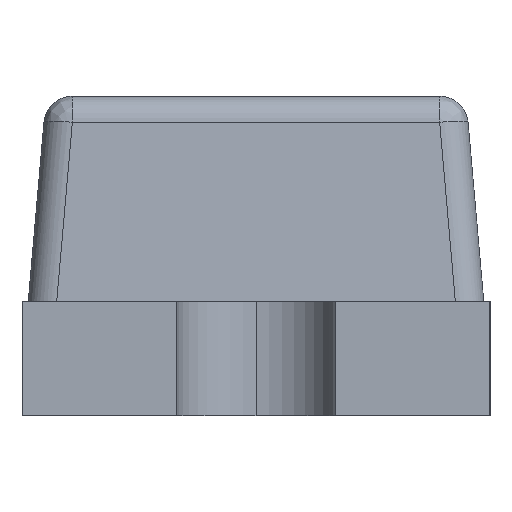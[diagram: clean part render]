
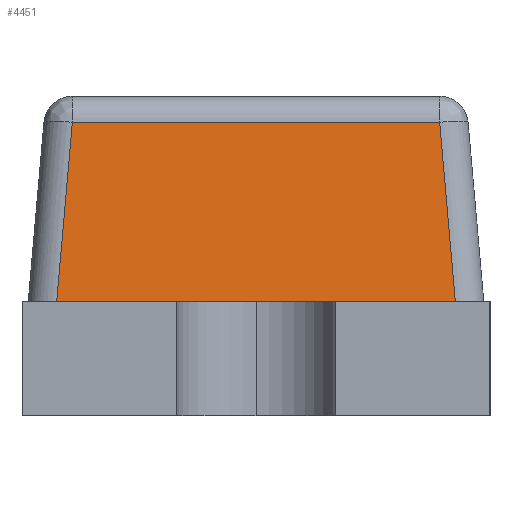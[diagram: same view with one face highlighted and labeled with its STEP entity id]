
A CAD part, left-side view. The second image highlights one B-rep face of the part: STEP entity #4451.
In plain terms, the highlighted planar face has unit normal (-0.996, 0, 0.087).
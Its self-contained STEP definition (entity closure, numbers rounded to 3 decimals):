
#744 = CARTESIAN_POINT ( 'NONE',  ( -0.55, 0.4, 0.19 ) ) ;
#1316 = CARTESIAN_POINT ( 'NONE',  ( -0.522, 0.322, 0.514 ) ) ;
#1474 = LINE ( 'NONE', #2532, #3848 ) ;
#1481 = DIRECTION ( 'NONE',  ( 0.087, 0.087, 0.992 ) ) ;
#1616 = VECTOR ( 'NONE', #1481, 1000. ) ;
#1650 = VERTEX_POINT ( 'NONE', #1316 ) ;
#2135 = VECTOR ( 'NONE', #4387, 1000. ) ;
#2185 = VERTEX_POINT ( 'NONE', #14098 ) ;
#2532 = CARTESIAN_POINT ( 'NONE',  ( -0.55, 0., 0.19 ) ) ;
#2799 = LINE ( 'NONE', #11536, #1616 ) ;
#3470 = ORIENTED_EDGE ( 'NONE', *, *, #15643, .T. ) ;
#3529 = EDGE_LOOP ( 'NONE', ( #7013, #4614, #3470, #8868 ) ) ;
#3848 = VECTOR ( 'NONE', #12677, 1000. ) ;
#3855 = VECTOR ( 'NONE', #13880, 1000. ) ;
#4137 = PLANE ( 'NONE',  #12691 ) ;
#4387 = DIRECTION ( 'NONE',  ( -0.087, 0.087, -0.992 ) ) ;
#4451 = ADVANCED_FACE ( 'NONE', ( #10486 ), #4137, .T. ) ;
#4452 = DIRECTION ( 'NONE',  ( 0.087, 0., 0.996 ) ) ;
#4614 = ORIENTED_EDGE ( 'NONE', *, *, #4629, .T. ) ;
#4629 = EDGE_CURVE ( 'NONE', #14484, #14825, #2799, .T. ) ;
#5303 = LINE ( 'NONE', #10749, #2135 ) ;
#5535 = CARTESIAN_POINT ( 'NONE',  ( -0.55, -0.35, 0.19 ) ) ;
#6140 = CARTESIAN_POINT ( 'NONE',  ( -0.522, 0.4, 0.514 ) ) ;
#6772 = DIRECTION ( 'NONE',  ( -0.996, 0., 0.087 ) ) ;
#7013 = ORIENTED_EDGE ( 'NONE', *, *, #10341, .T. ) ;
#7077 = CARTESIAN_POINT ( 'NONE',  ( -0.522, -0.322, 0.514 ) ) ;
#8868 = ORIENTED_EDGE ( 'NONE', *, *, #9863, .T. ) ;
#9863 = EDGE_CURVE ( 'NONE', #1650, #2185, #5303, .T. ) ;
#10341 = EDGE_CURVE ( 'NONE', #2185, #14484, #1474, .T. ) ;
#10486 = FACE_OUTER_BOUND ( 'NONE', #3529, .T. ) ;
#10749 = CARTESIAN_POINT ( 'NONE',  ( -0.55, 0.35, 0.19 ) ) ;
#11536 = CARTESIAN_POINT ( 'NONE',  ( -0.522, -0.322, 0.514 ) ) ;
#12677 = DIRECTION ( 'NONE',  ( 0., -1., 0. ) ) ;
#12691 = AXIS2_PLACEMENT_3D ( 'NONE', #744, #6772, #4452 ) ;
#13880 = DIRECTION ( 'NONE',  ( 0., 1., 0. ) ) ;
#14098 = CARTESIAN_POINT ( 'NONE',  ( -0.55, 0.35, 0.19 ) ) ;
#14484 = VERTEX_POINT ( 'NONE', #5535 ) ;
#14825 = VERTEX_POINT ( 'NONE', #7077 ) ;
#14902 = LINE ( 'NONE', #6140, #3855 ) ;
#15643 = EDGE_CURVE ( 'NONE', #14825, #1650, #14902, .T. ) ;
